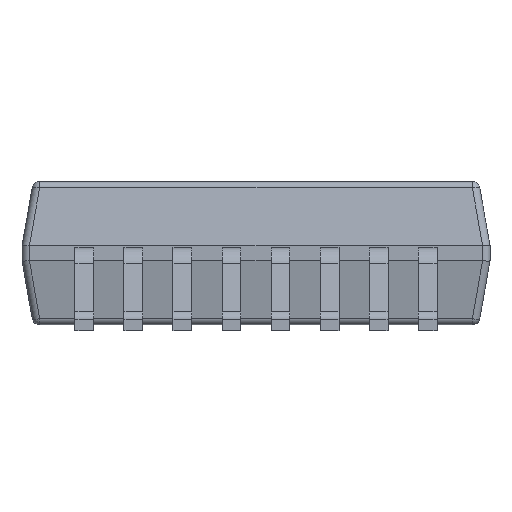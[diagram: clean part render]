
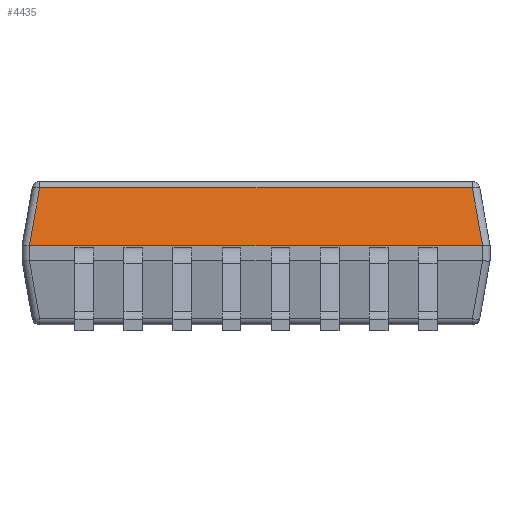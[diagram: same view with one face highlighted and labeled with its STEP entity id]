
A CAD part, front view. The second image highlights one B-rep face of the part: STEP entity #4435.
In plain terms, the highlighted planar face has unit normal (0, -0.985, 0.174).
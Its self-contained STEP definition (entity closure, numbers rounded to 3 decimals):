
#596 = CARTESIAN_POINT ( 'NONE',  ( 3.001, -2.65, 1.15 ) ) ;
#2304 = AXIS2_PLACEMENT_3D ( 'NONE', #16093, #3674, #19636 ) ;
#3281 = CARTESIAN_POINT ( 'NONE',  ( -2.866, -2.515, 1.917 ) ) ;
#3436 = DIRECTION ( 'NONE',  ( -1., 0., 0. ) ) ;
#3668 = LINE ( 'NONE', #8487, #16670 ) ;
#3674 = DIRECTION ( 'NONE',  ( 0., 0.985, -0.174 ) ) ;
#4435 = ADVANCED_FACE ( 'NONE', ( #20339 ), #12300, .F. ) ;
#4500 =( BOUNDED_CURVE ( )  B_SPLINE_CURVE ( 3, ( #8585, #22268, #15489, #13765 ),
 .UNSPECIFIED., .F., .T. ) 
 B_SPLINE_CURVE_WITH_KNOTS ( ( 4, 4 ),
 ( 3.127, 3.142 ),
 .UNSPECIFIED. ) 
 CURVE ( )  GEOMETRIC_REPRESENTATION_ITEM ( )  RATIONAL_B_SPLINE_CURVE ( ( 1., 1., 1., 1. ) ) 
 REPRESENTATION_ITEM ( '' )  );
#5157 = CARTESIAN_POINT ( 'NONE',  ( -2.768, -2.417, 2.473 ) ) ;
#5695 = ORIENTED_EDGE ( 'NONE', *, *, #10476, .T. ) ;
#5721 = CARTESIAN_POINT ( 'NONE',  ( 3.001, -2.65, 1.15 ) ) ;
#5942 = LINE ( 'NONE', #12537, #9451 ) ;
#6511 = VECTOR ( 'NONE', #12078, 1000. ) ;
#6632 = CARTESIAN_POINT ( 'NONE',  ( 2.866, -2.515, 1.917 ) ) ;
#6822 = EDGE_CURVE ( 'NONE', #13959, #12084, #20795, .T. ) ;
#6837 = VERTEX_POINT ( 'NONE', #19092 ) ;
#6922 = ORIENTED_EDGE ( 'NONE', *, *, #14841, .F. ) ;
#7674 = CARTESIAN_POINT ( 'NONE',  ( 3.002, -2.65, 1.15 ) ) ;
#8464 = LINE ( 'NONE', #19280, #9817 ) ;
#8487 = CARTESIAN_POINT ( 'NONE',  ( 0., -2.515, 1.917 ) ) ;
#8585 = CARTESIAN_POINT ( 'NONE',  ( -3.002, -2.65, 1.15 ) ) ;
#8599 = ORIENTED_EDGE ( 'NONE', *, *, #17392, .T. ) ;
#9400 = VERTEX_POINT ( 'NONE', #21817 ) ;
#9451 = VECTOR ( 'NONE', #11064, 1000. ) ;
#9817 = VECTOR ( 'NONE', #3436, 1000. ) ;
#10476 = EDGE_CURVE ( 'NONE', #12084, #6837, #4500, .T. ) ;
#10694 = CARTESIAN_POINT ( 'NONE',  ( 3.002, -2.65, 1.15 ) ) ;
#11064 = DIRECTION ( 'NONE',  ( -0.171, 0.171, 0.97 ) ) ;
#11104 = VERTEX_POINT ( 'NONE', #10694 ) ;
#12078 = DIRECTION ( 'NONE',  ( -0.171, -0.171, -0.97 ) ) ;
#12084 = VERTEX_POINT ( 'NONE', #13488 ) ;
#12300 = PLANE ( 'NONE',  #2304 ) ;
#12537 = CARTESIAN_POINT ( 'NONE',  ( 2.768, -2.417, 2.473 ) ) ;
#12545 = CARTESIAN_POINT ( 'NONE',  ( 3., -2.65, 1.15 ) ) ;
#13353 = ORIENTED_EDGE ( 'NONE', *, *, #15898, .T. ) ;
#13488 = CARTESIAN_POINT ( 'NONE',  ( -3.002, -2.65, 1.15 ) ) ;
#13765 = CARTESIAN_POINT ( 'NONE',  ( -3., -2.65, 1.15 ) ) ;
#13959 = VERTEX_POINT ( 'NONE', #3281 ) ;
#14623 = EDGE_CURVE ( 'NONE', #11104, #15483, #5942, .T. ) ;
#14841 = EDGE_CURVE ( 'NONE', #9400, #6837, #8464, .T. ) ;
#15396 = DIRECTION ( 'NONE',  ( -1., 0., 0. ) ) ;
#15483 = VERTEX_POINT ( 'NONE', #6632 ) ;
#15489 = CARTESIAN_POINT ( 'NONE',  ( -3.001, -2.65, 1.15 ) ) ;
#15859 = ORIENTED_EDGE ( 'NONE', *, *, #6822, .T. ) ;
#15898 = EDGE_CURVE ( 'NONE', #9400, #11104, #17644, .T. ) ;
#16093 = CARTESIAN_POINT ( 'NONE',  ( 0., -2.5, 2. ) ) ;
#16670 = VECTOR ( 'NONE', #15396, 1000. ) ;
#17392 = EDGE_CURVE ( 'NONE', #15483, #13959, #3668, .T. ) ;
#17644 =( BOUNDED_CURVE ( )  B_SPLINE_CURVE ( 3, ( #12545, #596, #5721, #7674 ),
 .UNSPECIFIED., .F., .T. ) 
 B_SPLINE_CURVE_WITH_KNOTS ( ( 4, 4 ),
 ( 3.142, 3.157 ),
 .UNSPECIFIED. ) 
 CURVE ( )  GEOMETRIC_REPRESENTATION_ITEM ( )  RATIONAL_B_SPLINE_CURVE ( ( 1., 1., 1., 1. ) ) 
 REPRESENTATION_ITEM ( '' )  );
#19092 = CARTESIAN_POINT ( 'NONE',  ( -3., -2.65, 1.15 ) ) ;
#19280 = CARTESIAN_POINT ( 'NONE',  ( -3.1, -2.65, 1.15 ) ) ;
#19428 = ORIENTED_EDGE ( 'NONE', *, *, #14623, .T. ) ;
#19636 = DIRECTION ( 'NONE',  ( 1., 0., 0. ) ) ;
#20339 = FACE_OUTER_BOUND ( 'NONE', #21929, .T. ) ;
#20795 = LINE ( 'NONE', #5157, #6511 ) ;
#21817 = CARTESIAN_POINT ( 'NONE',  ( 3., -2.65, 1.15 ) ) ;
#21929 = EDGE_LOOP ( 'NONE', ( #6922, #13353, #19428, #8599, #15859, #5695 ) ) ;
#22268 = CARTESIAN_POINT ( 'NONE',  ( -3.001, -2.65, 1.15 ) ) ;
